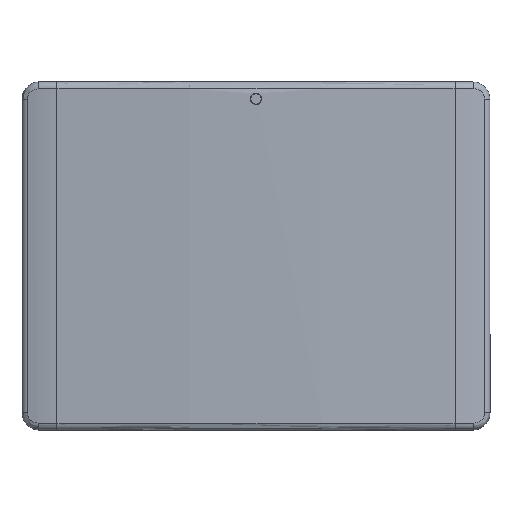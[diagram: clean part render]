
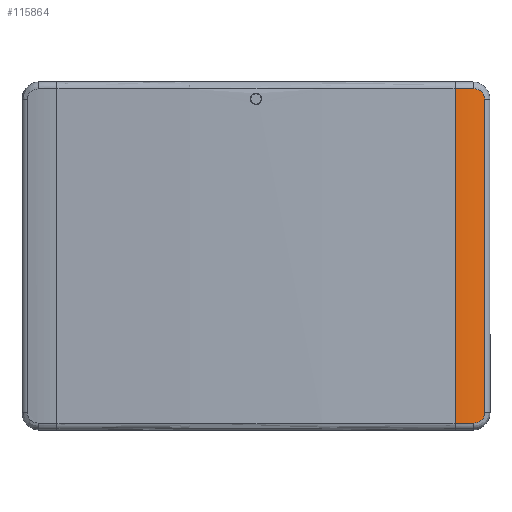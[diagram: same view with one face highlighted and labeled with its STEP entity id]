
A CAD part, top view. The second image highlights one B-rep face of the part: STEP entity #115864.
In plain terms, the highlighted cylindrical face has radius 211.286 mm (diameter 422.573 mm), a partial arc.
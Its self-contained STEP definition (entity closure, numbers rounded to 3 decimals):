
#3019 = CARTESIAN_POINT ( 'NONE',  ( -228.001, -191., 0. ) ) ;
#3261 = DIRECTION ( 'NONE',  ( 0., -1., 0. ) ) ;
#6784 = CARTESIAN_POINT ( 'NONE',  ( -256.594, -188.624, 4.998 ) ) ;
#7821 = CARTESIAN_POINT ( 'NONE',  ( -260.91, -182.972, 6.111 ) ) ;
#8092 = CARTESIAN_POINT ( 'NONE',  ( -256.249, 188.863, 4.913 ) ) ;
#9167 = VECTOR ( 'NONE', #198349, 1000. ) ;
#9772 = AXIS2_PLACEMENT_3D ( 'NONE', #190835, #49955, #188804 ) ;
#11906 = EDGE_CURVE ( 'NONE', #174432, #24787, #44438, .T. ) ;
#18945 = VERTEX_POINT ( 'NONE', #167530 ) ;
#19700 = CARTESIAN_POINT ( 'NONE',  ( -261.605, -199., 6.3 ) ) ;
#23210 = CARTESIAN_POINT ( 'NONE',  ( -260.271, -184.459, 5.94 ) ) ;
#23454 = CIRCLE ( 'NONE', #131862, 211.286 ) ;
#23480 = CARTESIAN_POINT ( 'NONE',  ( -261.584, 179.818, 6.294 ) ) ;
#24224 = CARTESIAN_POINT ( 'NONE',  ( -261.605, -179.82, 6.3 ) ) ;
#24787 = VERTEX_POINT ( 'NONE', #27694 ) ;
#27694 = CARTESIAN_POINT ( 'NONE',  ( -261.605, -179., 6.3 ) ) ;
#31641 = CARTESIAN_POINT ( 'NONE',  ( -249.133, 191., 3.301 ) ) ;
#31785 = EDGE_CURVE ( 'NONE', #24787, #18945, #161522, .T. ) ;
#36583 = CARTESIAN_POINT ( 'NONE',  ( -259.17, -186.135, 5.651 ) ) ;
#36848 = CARTESIAN_POINT ( 'NONE',  ( -257.214, 188.149, 5.152 ) ) ;
#37866 = CARTESIAN_POINT ( 'NONE',  ( -260.249, 184.457, 5.934 ) ) ;
#38614 = CARTESIAN_POINT ( 'NONE',  ( -253.432, -190.271, 4.244 ) ) ;
#40616 = CARTESIAN_POINT ( 'NONE',  ( -253.057, -190.397, 4.158 ) ) ;
#41513 = ORIENTED_EDGE ( 'NONE', *, *, #109878, .T. ) ;
#44438 = B_SPLINE_CURVE_WITH_KNOTS ( 'NONE', 3,
 ( #149622, #145538, #194898, #86887, #100300, #40616, #38614, #192860, #163029, #134179, #6784, #84849, #54012, #55031, #114705, #177442, #36583, #164050, #23210, #85859, #7821, #70450, #117769, #102328, #24224, #196908 ),
 .UNSPECIFIED., .F., .F.,
 ( 4, 2, 2, 2, 2, 2, 2, 2, 2, 2, 2, 2, 4 ),
 ( 0., 0.002, 0.004, 0.005, 0.007, 0.009, 0.01, 0.011, 0.012, 0.015, 0.016, 0.017, 0.02 ),
 .UNSPECIFIED. ) ;
#45671 = EDGE_CURVE ( 'NONE', #198647, #185839, #151044, .T. ) ;
#49955 = DIRECTION ( 'NONE',  ( 0., 1., 0. ) ) ;
#50499 = DIRECTION ( 'NONE',  ( 0., 0., -1. ) ) ;
#52244 = CARTESIAN_POINT ( 'NONE',  ( -249.935, 191., 3.468 ) ) ;
#54012 = CARTESIAN_POINT ( 'NONE',  ( -257.528, -187.883, 5.231 ) ) ;
#55031 = CARTESIAN_POINT ( 'NONE',  ( -258.109, -187.341, 5.378 ) ) ;
#56289 = CARTESIAN_POINT ( 'NONE',  ( -255.24, 189.491, 4.668 ) ) ;
#68665 = CARTESIAN_POINT ( 'NONE',  ( -249.133, 191., 3.301 ) ) ;
#70450 = CARTESIAN_POINT ( 'NONE',  ( -261.162, -182.199, 6.179 ) ) ;
#70711 = CARTESIAN_POINT ( 'NONE',  ( -251.889, 190.71, 3.894 ) ) ;
#72904 = CIRCLE ( 'NONE', #98778, 211.286 ) ;
#80862 = ORIENTED_EDGE ( 'NONE', *, *, #11906, .T. ) ;
#81797 = CYLINDRICAL_SURFACE ( 'NONE', #9772, 211.286 ) ;
#84361 = DIRECTION ( 'NONE',  ( 0., 1., 0. ) ) ;
#84849 = CARTESIAN_POINT ( 'NONE',  ( -257.225, -188.14, 5.155 ) ) ;
#85769 = EDGE_CURVE ( 'NONE', #18945, #176922, #197174, .T. ) ;
#85859 = CARTESIAN_POINT ( 'NONE',  ( -260.763, -183.354, 6.072 ) ) ;
#86124 = CARTESIAN_POINT ( 'NONE',  ( -254.533, 189.844, 4.5 ) ) ;
#86887 = CARTESIAN_POINT ( 'NONE',  ( -251.901, -190.707, 3.897 ) ) ;
#98778 = AXIS2_PLACEMENT_3D ( 'NONE', #119936, #104505, #147766 ) ;
#99553 = CARTESIAN_POINT ( 'NONE',  ( -252.274, 190.62, 3.981 ) ) ;
#100300 = CARTESIAN_POINT ( 'NONE',  ( -252.291, -190.615, 3.984 ) ) ;
#101586 = CARTESIAN_POINT ( 'NONE',  ( -261.432, 181.034, 6.253 ) ) ;
#102328 = CARTESIAN_POINT ( 'NONE',  ( -261.519, -180.624, 6.276 ) ) ;
#102595 = CARTESIAN_POINT ( 'NONE',  ( -259.846, 185.158, 5.828 ) ) ;
#104505 = DIRECTION ( 'NONE',  ( 0., 1., 0. ) ) ;
#109878 = EDGE_CURVE ( 'NONE', #198647, #174432, #72904, .T. ) ;
#114705 = CARTESIAN_POINT ( 'NONE',  ( -258.387, -187.055, 5.449 ) ) ;
#115864 = ADVANCED_FACE ( '�����24', ( #127082 ), #81797, .T. ) ;
#115999 = CARTESIAN_POINT ( 'NONE',  ( -261.174, 182.233, 6.182 ) ) ;
#117769 = CARTESIAN_POINT ( 'NONE',  ( -261.266, -181.808, 6.207 ) ) ;
#118035 = CARTESIAN_POINT ( 'NONE',  ( -259.625, 185.5, 5.77 ) ) ;
#119027 = CARTESIAN_POINT ( 'NONE',  ( -253.038, 190.403, 4.154 ) ) ;
#119936 = CARTESIAN_POINT ( 'NONE',  ( -206., -191., 210.138 ) ) ;
#127082 = FACE_OUTER_BOUND ( 'NONE', #132369, .T. ) ;
#130398 = CARTESIAN_POINT ( 'NONE',  ( -261.497, 180.629, 6.27 ) ) ;
#131862 = AXIS2_PLACEMENT_3D ( 'NONE', #159496, #3261, #50499 ) ;
#132369 = EDGE_LOOP ( 'NONE', ( #145911, #41513, #80862, #148573, #172475, #169803 ) ) ;
#134179 = CARTESIAN_POINT ( 'NONE',  ( -256.265, -188.853, 4.917 ) ) ;
#134451 = CARTESIAN_POINT ( 'NONE',  ( -258.923, 186.478, 5.586 ) ) ;
#135626 = CARTESIAN_POINT ( 'NONE',  ( -228.001, -199., 0. ) ) ;
#145538 = CARTESIAN_POINT ( 'NONE',  ( -249.935, -191., 3.468 ) ) ;
#145911 = ORIENTED_EDGE ( 'NONE', *, *, #45671, .F. ) ;
#147766 = DIRECTION ( 'NONE',  ( 0., 0., 1. ) ) ;
#148105 = EDGE_CURVE ( 'NONE', #176922, #185839, #23454, .T. ) ;
#148573 = ORIENTED_EDGE ( 'NONE', *, *, #31785, .T. ) ;
#149622 = CARTESIAN_POINT ( 'NONE',  ( -249.133, -191., 3.301 ) ) ;
#150409 = CARTESIAN_POINT ( 'NONE',  ( -249.133, -191., 3.301 ) ) ;
#151044 = LINE ( 'NONE', #135626, #9167 ) ;
#159496 = CARTESIAN_POINT ( 'NONE',  ( -206., 191., 210.138 ) ) ;
#161522 = LINE ( 'NONE', #19700, #167040 ) ;
#163029 = CARTESIAN_POINT ( 'NONE',  ( -255.246, -189.489, 4.669 ) ) ;
#164050 = CARTESIAN_POINT ( 'NONE',  ( -259.872, -185.154, 5.834 ) ) ;
#164315 = CARTESIAN_POINT ( 'NONE',  ( -258.396, 187.074, 5.45 ) ) ;
#165326 = CARTESIAN_POINT ( 'NONE',  ( -261.605, 179.41, 6.3 ) ) ;
#166344 = CARTESIAN_POINT ( 'NONE',  ( -261.605, 179., 6.3 ) ) ;
#167040 = VECTOR ( 'NONE', #84361, 1000. ) ;
#167530 = CARTESIAN_POINT ( 'NONE',  ( -261.605, 179., 6.3 ) ) ;
#169803 = ORIENTED_EDGE ( 'NONE', *, *, #148105, .T. ) ;
#172475 = ORIENTED_EDGE ( 'NONE', *, *, #85769, .T. ) ;
#174432 = VERTEX_POINT ( 'NONE', #150409 ) ;
#176922 = VERTEX_POINT ( 'NONE', #31641 ) ;
#177442 = CARTESIAN_POINT ( 'NONE',  ( -258.917, -186.453, 5.585 ) ) ;
#178729 = CARTESIAN_POINT ( 'NONE',  ( -260.922, 182.998, 6.114 ) ) ;
#179752 = CARTESIAN_POINT ( 'NONE',  ( -260.431, 184.098, 5.983 ) ) ;
#181765 = CARTESIAN_POINT ( 'NONE',  ( -250.724, 190.926, 3.638 ) ) ;
#185839 = VERTEX_POINT ( 'NONE', #194365 ) ;
#188804 = DIRECTION ( 'NONE',  ( 0., 0., 1. ) ) ;
#190835 = CARTESIAN_POINT ( 'NONE',  ( -206., -199., 210.138 ) ) ;
#192860 = CARTESIAN_POINT ( 'NONE',  ( -254.537, -189.842, 4.501 ) ) ;
#193131 = CARTESIAN_POINT ( 'NONE',  ( -253.419, 190.276, 4.241 ) ) ;
#194365 = CARTESIAN_POINT ( 'NONE',  ( -228.001, 191., 0. ) ) ;
#194898 = CARTESIAN_POINT ( 'NONE',  ( -250.727, -190.926, 3.638 ) ) ;
#196181 = CARTESIAN_POINT ( 'NONE',  ( -257.521, 187.89, 5.229 ) ) ;
#196908 = CARTESIAN_POINT ( 'NONE',  ( -261.605, -179., 6.3 ) ) ;
#197174 = B_SPLINE_CURVE_WITH_KNOTS ( 'NONE', 3,
 ( #166344, #165326, #23480, #130398, #101586, #115999, #178729, #179752, #37866, #102595, #118035, #134451, #164315, #196181, #36848, #197181, #8092, #56289, #86124, #193131, #119027, #99553, #70711, #181765, #52244, #68665 ),
 .UNSPECIFIED., .F., .F.,
 ( 4, 2, 2, 2, 2, 2, 2, 2, 2, 2, 2, 2, 4 ),
 ( 0., 0.001, 0.002, 0.005, 0.006, 0.007, 0.01, 0.011, 0.012, 0.015, 0.016, 0.017, 0.02 ),
 .UNSPECIFIED. ) ;
#197181 = CARTESIAN_POINT ( 'NONE',  ( -256.577, 188.636, 4.994 ) ) ;
#198349 = DIRECTION ( 'NONE',  ( 0., 1., 0. ) ) ;
#198647 = VERTEX_POINT ( 'NONE', #3019 ) ;
